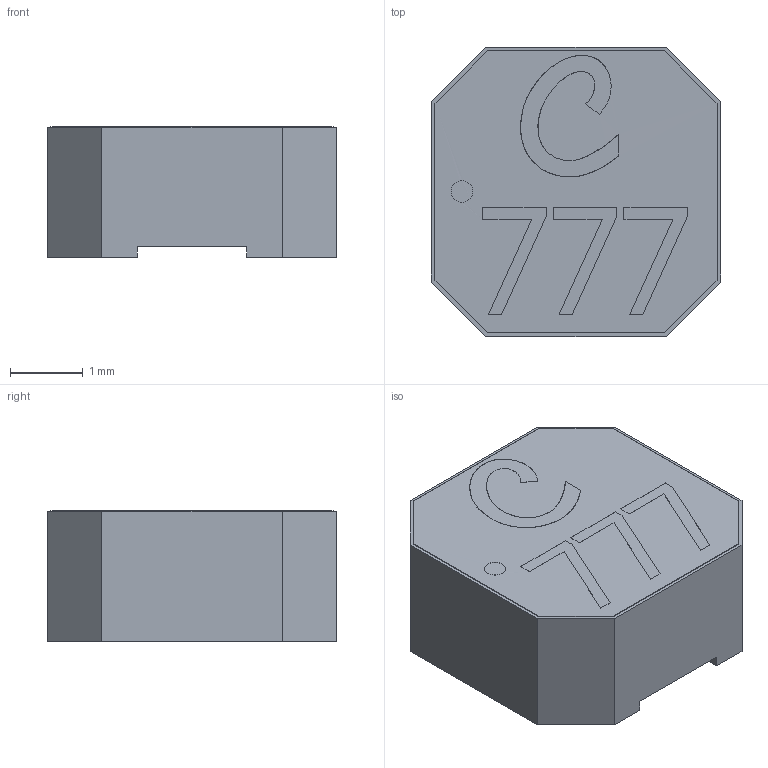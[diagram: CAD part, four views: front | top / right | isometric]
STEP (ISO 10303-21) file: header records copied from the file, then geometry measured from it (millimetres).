
FILE_DESCRIPTION(('FreeCAD Model'),'2;1');
FILE_NAME('Open CASCADE Shape Model','2023-03-18T21:42:27',( 'kicad StepUp'),('ksu MCAD'),'Open CASCADE STEP processor 7.5', 'FreeCAD','Unknown');
FILE_SCHEMA(('AUTOMOTIVE_DESIGN { 1 0 10303 214 1 1 1 1 }'));
Length unit declared in the file: millimetre
Products named in the file (1): Coilcraft-LPS4018
Bounding box: 3.98 x 3.98 x 1.8 mm (x, y, z)
Volume: 25.2 mm3; surface area: 55.9 mm2
Topology: 1 solids, 1 shells, 74 faces, 194 edges, 128 vertices
Faces by surface type: plane 63, bspline 9, cylinder 2
Entity records: 2772 total; most frequent: CARTESIAN_POINT 514, ORIENTED_EDGE 388, DIRECTION 312, EDGE_CURVE 194, LINE 172, VECTOR 172, VERTEX_POINT 128, FACE_BOUND 80
